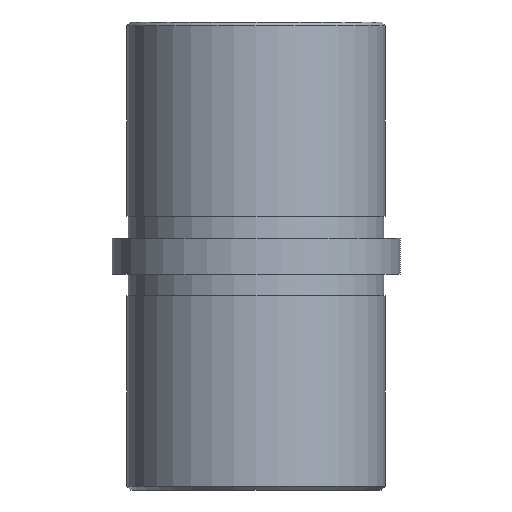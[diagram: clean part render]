
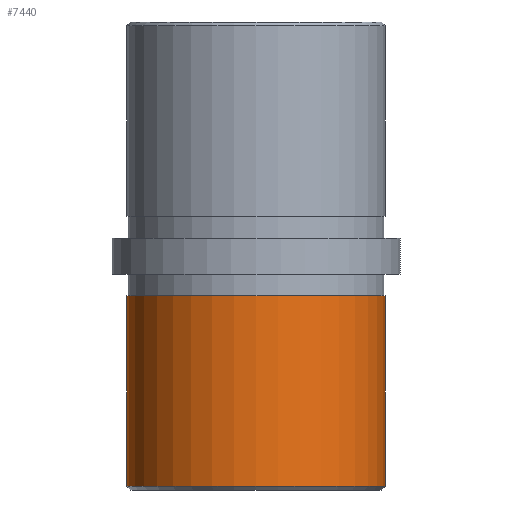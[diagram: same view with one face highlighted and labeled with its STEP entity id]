
A CAD part, front view. The second image highlights one B-rep face of the part: STEP entity #7440.
In plain terms, the highlighted cylindrical face has radius 17.95 mm (diameter 35.9 mm), a partial arc.
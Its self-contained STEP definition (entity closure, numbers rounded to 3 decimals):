
#804 = CARTESIAN_POINT ( 'NONE',  ( 17.95, 0., -5.5 ) ) ;
#1096 = VERTEX_POINT ( 'NONE', #804 ) ;
#1219 = VERTEX_POINT ( 'NONE', #16545 ) ;
#1771 = CARTESIAN_POINT ( 'NONE',  ( -17.95, 0., -32.5 ) ) ;
#2213 = ORIENTED_EDGE ( 'NONE', *, *, #18550, .F. ) ;
#3154 = DIRECTION ( 'NONE',  ( 0., 0., 1. ) ) ;
#4926 = ORIENTED_EDGE ( 'NONE', *, *, #10842, .F. ) ;
#5102 = DIRECTION ( 'NONE',  ( 0., 0., 1. ) ) ;
#6286 = AXIS2_PLACEMENT_3D ( 'NONE', #16829, #20403, #13494 ) ;
#6438 = ORIENTED_EDGE ( 'NONE', *, *, #8381, .T. ) ;
#6474 = CIRCLE ( 'NONE', #12971, 17.95 ) ;
#6867 = DIRECTION ( 'NONE',  ( -1., 0., 0. ) ) ;
#7440 = ADVANCED_FACE ( 'NONE', ( #13702 ), #20612, .T. ) ;
#8381 = EDGE_CURVE ( 'NONE', #10700, #1219, #6474, .T. ) ;
#8770 = EDGE_LOOP ( 'NONE', ( #6438, #10423, #2213, #4926 ) ) ;
#8875 = DIRECTION ( 'NONE',  ( -1., 0., 0. ) ) ;
#8881 = VERTEX_POINT ( 'NONE', #16162 ) ;
#10147 = DIRECTION ( 'NONE',  ( 0., 0., 1. ) ) ;
#10396 = EDGE_CURVE ( 'NONE', #1219, #1096, #14387, .T. ) ;
#10423 = ORIENTED_EDGE ( 'NONE', *, *, #10396, .T. ) ;
#10574 = CARTESIAN_POINT ( 'NONE',  ( 0., 0., -32. ) ) ;
#10677 = AXIS2_PLACEMENT_3D ( 'NONE', #13649, #10147, #6867 ) ;
#10700 = VERTEX_POINT ( 'NONE', #14364 ) ;
#10842 = EDGE_CURVE ( 'NONE', #10700, #8881, #14505, .T. ) ;
#12100 = CARTESIAN_POINT ( 'NONE',  ( 17.95, 0., -32.5 ) ) ;
#12971 = AXIS2_PLACEMENT_3D ( 'NONE', #10574, #19036, #8875 ) ;
#13198 = VECTOR ( 'NONE', #3154, 1000. ) ;
#13494 = DIRECTION ( 'NONE',  ( 1., 0., 0. ) ) ;
#13649 = CARTESIAN_POINT ( 'NONE',  ( 0., 0., -32.5 ) ) ;
#13702 = FACE_OUTER_BOUND ( 'NONE', #8770, .T. ) ;
#14364 = CARTESIAN_POINT ( 'NONE',  ( -17.95, 0., -32. ) ) ;
#14387 = LINE ( 'NONE', #12100, #21067 ) ;
#14505 = LINE ( 'NONE', #1771, #13198 ) ;
#16162 = CARTESIAN_POINT ( 'NONE',  ( -17.95, 0., -5.5 ) ) ;
#16545 = CARTESIAN_POINT ( 'NONE',  ( 17.95, 0., -32. ) ) ;
#16829 = CARTESIAN_POINT ( 'NONE',  ( 0., 0., -5.5 ) ) ;
#18373 = CIRCLE ( 'NONE', #6286, 17.95 ) ;
#18550 = EDGE_CURVE ( 'NONE', #8881, #1096, #18373, .T. ) ;
#19036 = DIRECTION ( 'NONE',  ( 0., 0., 1. ) ) ;
#20403 = DIRECTION ( 'NONE',  ( 0., 0., 1. ) ) ;
#20612 = CYLINDRICAL_SURFACE ( 'NONE', #10677, 17.95 ) ;
#21067 = VECTOR ( 'NONE', #5102, 1000. ) ;
